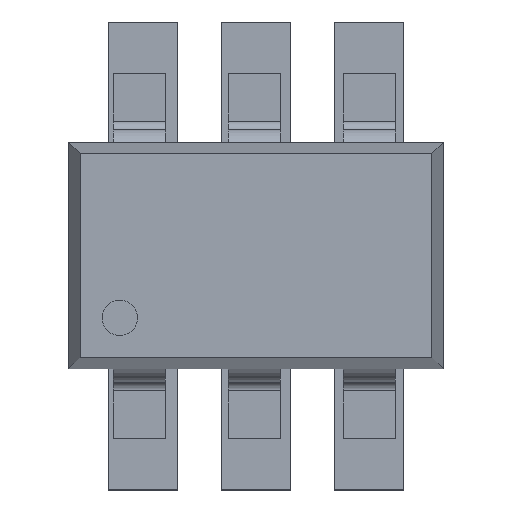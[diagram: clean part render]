
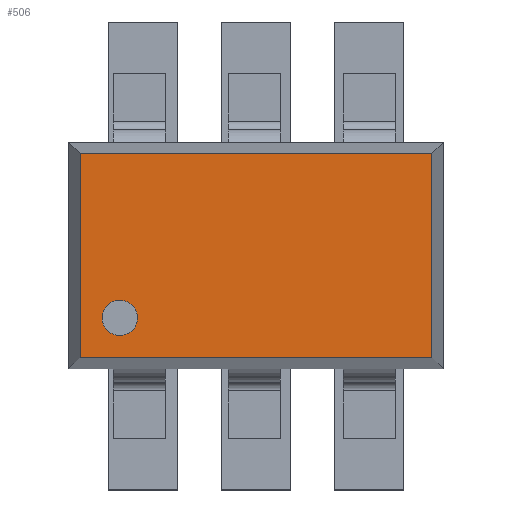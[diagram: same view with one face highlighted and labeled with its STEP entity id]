
A CAD part, top view. The second image highlights one B-rep face of the part: STEP entity #506.
In plain terms, the highlighted planar face has unit normal (0, 0, 1).
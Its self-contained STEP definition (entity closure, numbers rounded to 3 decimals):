
#506=ADVANCED_FACE('',(#740,#741),#613,.T.);
#613=PLANE('',#2409);
#700=CIRCLE('',#2407,0.102);
#701=CIRCLE('',#2408,0.102);
#740=FACE_BOUND('',#754,.T.);
#741=FACE_BOUND('',#755,.T.);
#754=EDGE_LOOP('',(#868,#869,#870,#871));
#755=EDGE_LOOP('',(#872,#873));
#868=ORIENTED_EDGE('',*,*,#1628,.T.);
#869=ORIENTED_EDGE('',*,*,#1629,.T.);
#870=ORIENTED_EDGE('',*,*,#1630,.T.);
#871=ORIENTED_EDGE('',*,*,#1631,.T.);
#872=ORIENTED_EDGE('',*,*,#1632,.F.);
#873=ORIENTED_EDGE('',*,*,#1633,.F.);
#1440=VERTEX_POINT('',#3098);
#1441=VERTEX_POINT('',#3099);
#1442=VERTEX_POINT('',#3101);
#1443=VERTEX_POINT('',#3103);
#1444=VERTEX_POINT('',#3106);
#1445=VERTEX_POINT('',#3107);
#1628=EDGE_CURVE('',#1440,#1441,#1914,.T.);
#1629=EDGE_CURVE('',#1441,#1442,#1915,.T.);
#1630=EDGE_CURVE('',#1442,#1443,#1916,.T.);
#1631=EDGE_CURVE('',#1443,#1440,#1917,.T.);
#1632=EDGE_CURVE('',#1444,#1445,#700,.T.);
#1633=EDGE_CURVE('',#1445,#1444,#701,.T.);
#1914=LINE('',#3097,#2160);
#1915=LINE('',#3100,#2161);
#1916=LINE('',#3102,#2162);
#1917=LINE('',#3104,#2163);
#2160=VECTOR('',#2556,1.);
#2161=VECTOR('',#2557,1.);
#2162=VECTOR('',#2558,1.);
#2163=VECTOR('',#2559,1.);
#2407=AXIS2_PLACEMENT_3D('',#3105,#2560,#2561);
#2408=AXIS2_PLACEMENT_3D('',#3108,#2562,#2563);
#2409=AXIS2_PLACEMENT_3D('',#3109,#2564,#2565);
#2556=DIRECTION('',(-1.,0.,0.));
#2557=DIRECTION('',(0.,-1.,0.));
#2558=DIRECTION('',(1.,0.,0.));
#2559=DIRECTION('',(0.,1.,0.));
#2560=DIRECTION('',(0.,0.,1.));
#2561=DIRECTION('',(-1.,0.,0.));
#2562=DIRECTION('',(0.,0.,1.));
#2563=DIRECTION('',(1.,0.,0.));
#2564=DIRECTION('',(0.,0.,1.));
#2565=DIRECTION('',(-1.,0.,0.));
#3097=CARTESIAN_POINT('',(1.012,0.587,1.176));
#3098=CARTESIAN_POINT('',(1.012,0.587,1.176));
#3099=CARTESIAN_POINT('',(-1.012,0.587,1.176));
#3100=CARTESIAN_POINT('',(-1.012,0.587,1.176));
#3101=CARTESIAN_POINT('',(-1.012,-0.587,1.176));
#3102=CARTESIAN_POINT('',(-1.012,-0.587,1.176));
#3103=CARTESIAN_POINT('',(1.012,-0.587,1.176));
#3104=CARTESIAN_POINT('',(1.012,-0.587,1.176));
#3105=CARTESIAN_POINT('',(-0.783,-0.358,1.176));
#3106=CARTESIAN_POINT('',(-0.885,-0.358,1.176));
#3107=CARTESIAN_POINT('',(-0.681,-0.358,1.176));
#3108=CARTESIAN_POINT('',(-0.783,-0.358,1.176));
#3109=CARTESIAN_POINT('',(0.,0.,1.176));
